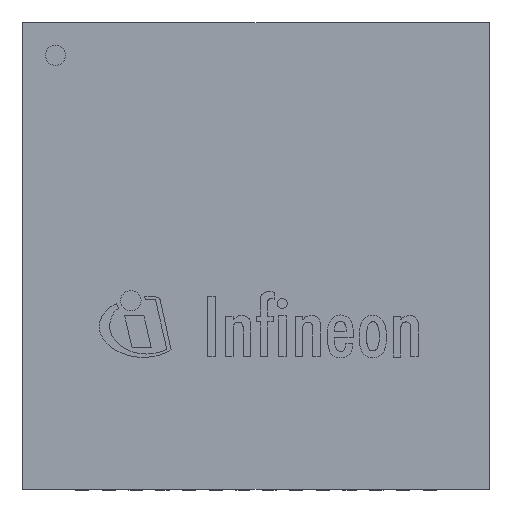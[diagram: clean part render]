
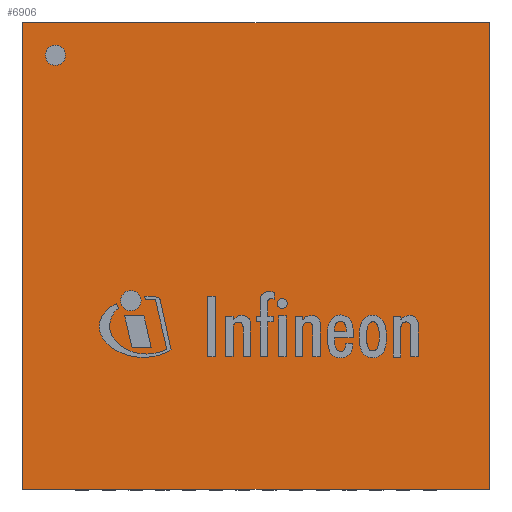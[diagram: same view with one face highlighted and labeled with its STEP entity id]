
A CAD part, top view. The second image highlights one B-rep face of the part: STEP entity #6906.
In plain terms, the highlighted planar face has unit normal (0, 0, 1).
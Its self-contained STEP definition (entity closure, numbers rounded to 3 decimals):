
#210=LINE('',#10012,#1012);
#214=LINE('',#10019,#1016);
#217=LINE('',#10025,#1019);
#219=LINE('',#10028,#1021);
#1012=VECTOR('',#8037,1000.);
#1016=VECTOR('',#8043,1000.);
#1019=VECTOR('',#8048,1000.);
#1021=VECTOR('',#8052,1000.);
#1816=PLANE('',#7447);
#2197=FACE_BOUND('',#2679,.T.);
#2210=FACE_OUTER_BOUND('',#2678,.T.);
#2678=EDGE_LOOP('',(#4916,#4917,#4918,#4919));
#2679=EDGE_LOOP('',(#4920));
#3149=CIRCLE('',#7442,0.15);
#3283=VERTEX_POINT('',#10003);
#3286=VERTEX_POINT('',#10009);
#3287=VERTEX_POINT('',#10011);
#3289=VERTEX_POINT('',#10017);
#3291=VERTEX_POINT('',#10023);
#3931=EDGE_CURVE('',#3283,#3283,#3149,.T.);
#3934=EDGE_CURVE('',#3287,#3286,#210,.T.);
#3938=EDGE_CURVE('',#3286,#3289,#214,.T.);
#3941=EDGE_CURVE('',#3289,#3291,#217,.T.);
#3943=EDGE_CURVE('',#3291,#3287,#219,.T.);
#4916=ORIENTED_EDGE('',*,*,#3934,.T.);
#4917=ORIENTED_EDGE('',*,*,#3938,.T.);
#4918=ORIENTED_EDGE('',*,*,#3941,.T.);
#4919=ORIENTED_EDGE('',*,*,#3943,.T.);
#4920=ORIENTED_EDGE('',*,*,#3931,.F.);
#6906=ADVANCED_FACE('',(#2210,#2197),#1816,.T.);
#7442=AXIS2_PLACEMENT_3D('',#10004,#8031,#8032);
#7447=AXIS2_PLACEMENT_3D('',#10029,#8053,#8054);
#8031=DIRECTION('center_axis',(0.,0.,1.));
#8032=DIRECTION('ref_axis',(0.,-1.,0.));
#8037=DIRECTION('',(1.,0.,0.));
#8043=DIRECTION('',(0.,1.,0.));
#8048=DIRECTION('',(-1.,0.,0.));
#8052=DIRECTION('',(0.,-1.,0.));
#8053=DIRECTION('center_axis',(0.,0.,1.));
#8054=DIRECTION('ref_axis',(0.,-1.,0.));
#10003=CARTESIAN_POINT('',(-3.,2.85,1.));
#10004=CARTESIAN_POINT('Origin',(-3.,3.,1.));
#10009=CARTESIAN_POINT('',(3.49,-3.49,1.));
#10011=CARTESIAN_POINT('',(-3.49,-3.49,1.));
#10012=CARTESIAN_POINT('',(3.49,-3.49,1.));
#10017=CARTESIAN_POINT('',(3.49,3.49,1.));
#10019=CARTESIAN_POINT('',(3.49,3.49,1.));
#10023=CARTESIAN_POINT('',(-3.49,3.49,1.));
#10025=CARTESIAN_POINT('',(3.49,3.49,1.));
#10028=CARTESIAN_POINT('',(-3.49,3.49,1.));
#10029=CARTESIAN_POINT('Origin',(0.,0.,1.));
